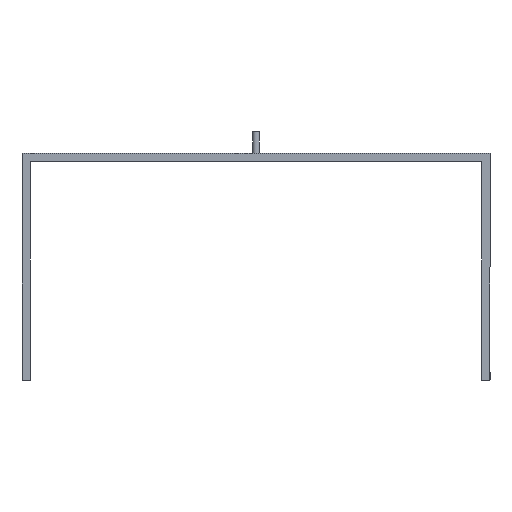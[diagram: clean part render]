
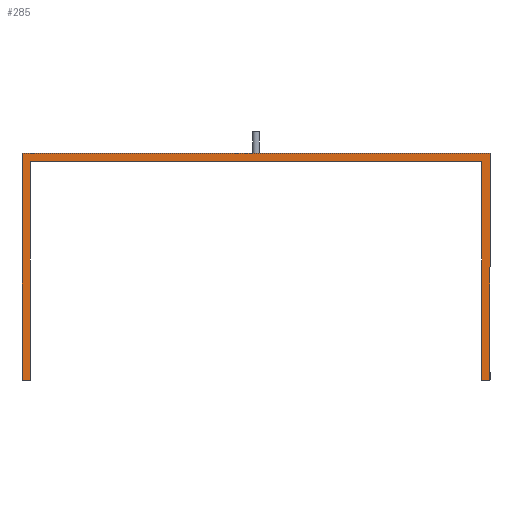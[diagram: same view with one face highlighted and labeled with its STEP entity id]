
A CAD part, front view. The second image highlights one B-rep face of the part: STEP entity #285.
In plain terms, the highlighted face is planar.
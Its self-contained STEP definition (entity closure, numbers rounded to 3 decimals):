
#4 = LINE ( 'NONE', #362, #532 ) ;
#28 = LINE ( 'NONE', #123, #188 ) ;
#37 = LINE ( 'NONE', #295, #112 ) ;
#38 = CARTESIAN_POINT ( 'NONE',  ( 856., 15., 80. ) ) ;
#39 = VERTEX_POINT ( 'NONE', #237 ) ;
#48 = EDGE_CURVE ( 'NONE', #99, #58, #54, .T. ) ;
#54 = LINE ( 'NONE', #193, #288 ) ;
#58 = VERTEX_POINT ( 'NONE', #463 ) ;
#59 = CARTESIAN_POINT ( 'NONE',  ( 826., 15., 910. ) ) ;
#87 = CARTESIAN_POINT ( 'NONE',  ( 856., 15., 910. ) ) ;
#91 = DIRECTION ( 'NONE',  ( 0., 0., 1. ) ) ;
#99 = VERTEX_POINT ( 'NONE', #418 ) ;
#108 = EDGE_CURVE ( 'NONE', #446, #117, #37, .T. ) ;
#111 = ORIENTED_EDGE ( 'NONE', *, *, #330, .F. ) ;
#112 = VECTOR ( 'NONE', #531, 1000. ) ;
#116 = DIRECTION ( 'NONE',  ( 0., 0., 1. ) ) ;
#117 = VERTEX_POINT ( 'NONE', #38 ) ;
#123 = CARTESIAN_POINT ( 'NONE',  ( -826., 15., 110. ) ) ;
#128 = VECTOR ( 'NONE', #116, 1000. ) ;
#131 = DIRECTION ( 'NONE',  ( 0., 0., 1. ) ) ;
#134 = LINE ( 'NONE', #306, #395 ) ;
#140 = CARTESIAN_POINT ( 'NONE',  ( 826., 15., 110. ) ) ;
#160 = LINE ( 'NONE', #291, #128 ) ;
#161 = ORIENTED_EDGE ( 'NONE', *, *, #381, .F. ) ;
#174 = EDGE_CURVE ( 'NONE', #117, #296, #160, .T. ) ;
#180 = EDGE_CURVE ( 'NONE', #296, #402, #450, .T. ) ;
#188 = VECTOR ( 'NONE', #468, 1000. ) ;
#189 = DIRECTION ( 'NONE',  ( -1., 0., 0. ) ) ;
#193 = CARTESIAN_POINT ( 'NONE',  ( -856., 15., 910. ) ) ;
#205 = VECTOR ( 'NONE', #377, 1000. ) ;
#206 = CARTESIAN_POINT ( 'NONE',  ( 856., 15., 910. ) ) ;
#219 = FACE_OUTER_BOUND ( 'NONE', #399, .T. ) ;
#237 = CARTESIAN_POINT ( 'NONE',  ( -826., 15., 110. ) ) ;
#241 = ORIENTED_EDGE ( 'NONE', *, *, #334, .F. ) ;
#242 = CARTESIAN_POINT ( 'NONE',  ( -856., 15., 80. ) ) ;
#257 = VECTOR ( 'NONE', #131, 1000. ) ;
#270 = DIRECTION ( 'NONE',  ( 0., 0., -1. ) ) ;
#276 = ORIENTED_EDGE ( 'NONE', *, *, #180, .F. ) ;
#285 = ADVANCED_FACE ( 'NONE', ( #219 ), #349, .T. ) ;
#288 = VECTOR ( 'NONE', #189, 1000. ) ;
#291 = CARTESIAN_POINT ( 'NONE',  ( 856., 15., 80. ) ) ;
#295 = CARTESIAN_POINT ( 'NONE',  ( 856., 15., 80. ) ) ;
#296 = VERTEX_POINT ( 'NONE', #87 ) ;
#306 = CARTESIAN_POINT ( 'NONE',  ( 826., 15., 910. ) ) ;
#329 = ORIENTED_EDGE ( 'NONE', *, *, #174, .F. ) ;
#330 = EDGE_CURVE ( 'NONE', #39, #99, #382, .T. ) ;
#334 = EDGE_CURVE ( 'NONE', #402, #354, #134, .T. ) ;
#349 = PLANE ( 'NONE',  #408 ) ;
#354 = VERTEX_POINT ( 'NONE', #140 ) ;
#362 = CARTESIAN_POINT ( 'NONE',  ( -856., 15., 80. ) ) ;
#377 = DIRECTION ( 'NONE',  ( -1., 0., 0. ) ) ;
#381 = EDGE_CURVE ( 'NONE', #58, #446, #4, .T. ) ;
#382 = LINE ( 'NONE', #543, #257 ) ;
#383 = ORIENTED_EDGE ( 'NONE', *, *, #48, .F. ) ;
#384 = DIRECTION ( 'NONE',  ( 0., 0., -1. ) ) ;
#395 = VECTOR ( 'NONE', #384, 1000. ) ;
#399 = EDGE_LOOP ( 'NONE', ( #161, #383, #111, #499, #241, #276, #329, #520 ) ) ;
#402 = VERTEX_POINT ( 'NONE', #59 ) ;
#408 = AXIS2_PLACEMENT_3D ( 'NONE', #476, #473, #91 ) ;
#418 = CARTESIAN_POINT ( 'NONE',  ( -826., 15., 910. ) ) ;
#446 = VERTEX_POINT ( 'NONE', #242 ) ;
#450 = LINE ( 'NONE', #206, #205 ) ;
#463 = CARTESIAN_POINT ( 'NONE',  ( -856., 15., 910. ) ) ;
#468 = DIRECTION ( 'NONE',  ( -1., 0., 0. ) ) ;
#473 = DIRECTION ( 'NONE',  ( 0., 1., 0. ) ) ;
#476 = CARTESIAN_POINT ( 'NONE',  ( -214., 15., 80. ) ) ;
#499 = ORIENTED_EDGE ( 'NONE', *, *, #546, .F. ) ;
#520 = ORIENTED_EDGE ( 'NONE', *, *, #108, .F. ) ;
#531 = DIRECTION ( 'NONE',  ( 1., 0., 0. ) ) ;
#532 = VECTOR ( 'NONE', #270, 1000. ) ;
#543 = CARTESIAN_POINT ( 'NONE',  ( -826., 15., 910. ) ) ;
#546 = EDGE_CURVE ( 'NONE', #354, #39, #28, .T. ) ;
